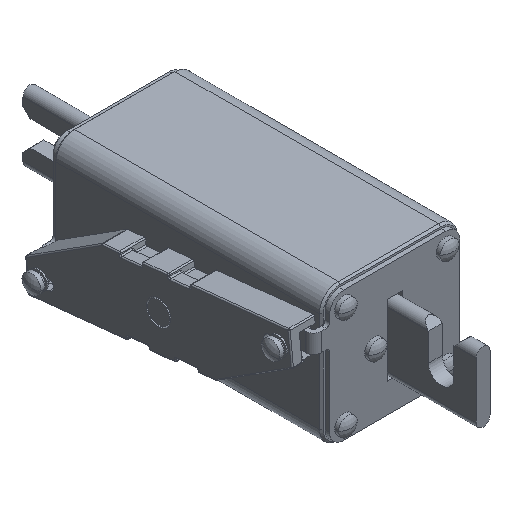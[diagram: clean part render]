
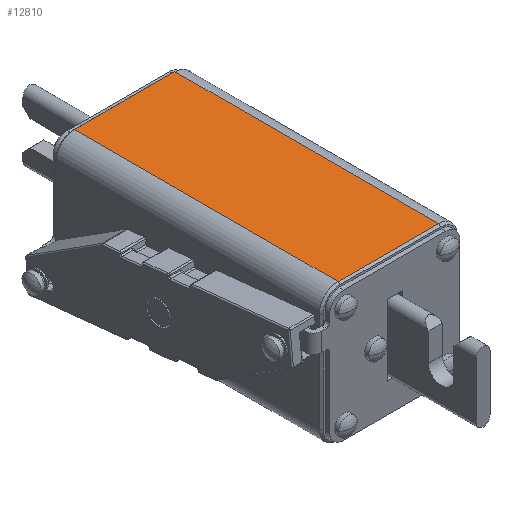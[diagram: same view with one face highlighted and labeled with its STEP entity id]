
A CAD part, isometric view. The second image highlights one B-rep face of the part: STEP entity #12810.
In plain terms, the highlighted planar face has unit normal (0, 0, 1).
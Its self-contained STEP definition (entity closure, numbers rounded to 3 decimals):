
#807 = ORIENTED_EDGE ( 'NONE', *, *, #23105, .F. ) ;
#1003 = ORIENTED_EDGE ( 'NONE', *, *, #3094, .T. ) ;
#2564 = VERTEX_POINT ( 'NONE', #27934 ) ;
#2839 = DIRECTION ( 'NONE',  ( 0., -1., 0. ) ) ;
#3094 = EDGE_CURVE ( 'NONE', #2564, #26526, #27254, .T. ) ;
#3377 = CARTESIAN_POINT ( 'NONE',  ( 21.6, 56.7, 29.6 ) ) ;
#3412 = ORIENTED_EDGE ( 'NONE', *, *, #18882, .T. ) ;
#5758 = CARTESIAN_POINT ( 'NONE',  ( -21.6, 56.7, 29.6 ) ) ;
#5946 = CARTESIAN_POINT ( 'NONE',  ( 21.6, -56.7, 29.6 ) ) ;
#8055 = EDGE_LOOP ( 'NONE', ( #807, #3412, #21592, #1003 ) ) ;
#8317 = CARTESIAN_POINT ( 'NONE',  ( -21.6, -56.7, 29.6 ) ) ;
#9171 = VECTOR ( 'NONE', #25090, 1000. ) ;
#9523 = VERTEX_POINT ( 'NONE', #23842 ) ;
#12810 = ADVANCED_FACE ( 'NONE', ( #24970 ), #14192, .F. ) ;
#13648 = DIRECTION ( 'NONE',  ( 0., 1., 0. ) ) ;
#13925 = CARTESIAN_POINT ( 'NONE',  ( -21.6, -57.5, 29.6 ) ) ;
#14192 = PLANE ( 'NONE',  #20502 ) ;
#14454 = VECTOR ( 'NONE', #24597, 1000. ) ;
#15388 = VECTOR ( 'NONE', #13648, 1000. ) ;
#15828 = CARTESIAN_POINT ( 'NONE',  ( 21.6, -57.5, 29.6 ) ) ;
#16092 = LINE ( 'NONE', #13925, #15388 ) ;
#18680 = CARTESIAN_POINT ( 'NONE',  ( 21.6, -57.5, 29.6 ) ) ;
#18882 = EDGE_CURVE ( 'NONE', #19592, #9523, #27535, .T. ) ;
#19592 = VERTEX_POINT ( 'NONE', #8317 ) ;
#20502 = AXIS2_PLACEMENT_3D ( 'NONE', #18680, #25113, #2839 ) ;
#20693 = EDGE_CURVE ( 'NONE', #9523, #2564, #26736, .T. ) ;
#21433 = VECTOR ( 'NONE', #27394, 1000. ) ;
#21592 = ORIENTED_EDGE ( 'NONE', *, *, #20693, .T. ) ;
#23105 = EDGE_CURVE ( 'NONE', #19592, #26526, #16092, .T. ) ;
#23842 = CARTESIAN_POINT ( 'NONE',  ( 21.6, -56.7, 29.6 ) ) ;
#24597 = DIRECTION ( 'NONE',  ( 0., 1., 0. ) ) ;
#24970 = FACE_OUTER_BOUND ( 'NONE', #8055, .T. ) ;
#25090 = DIRECTION ( 'NONE',  ( 1., 0., 0. ) ) ;
#25113 = DIRECTION ( 'NONE',  ( 0., 0., -1. ) ) ;
#26526 = VERTEX_POINT ( 'NONE', #5758 ) ;
#26736 = LINE ( 'NONE', #15828, #14454 ) ;
#27254 = LINE ( 'NONE', #3377, #21433 ) ;
#27394 = DIRECTION ( 'NONE',  ( -1., 0., 0. ) ) ;
#27535 = LINE ( 'NONE', #5946, #9171 ) ;
#27934 = CARTESIAN_POINT ( 'NONE',  ( 21.6, 56.7, 29.6 ) ) ;
